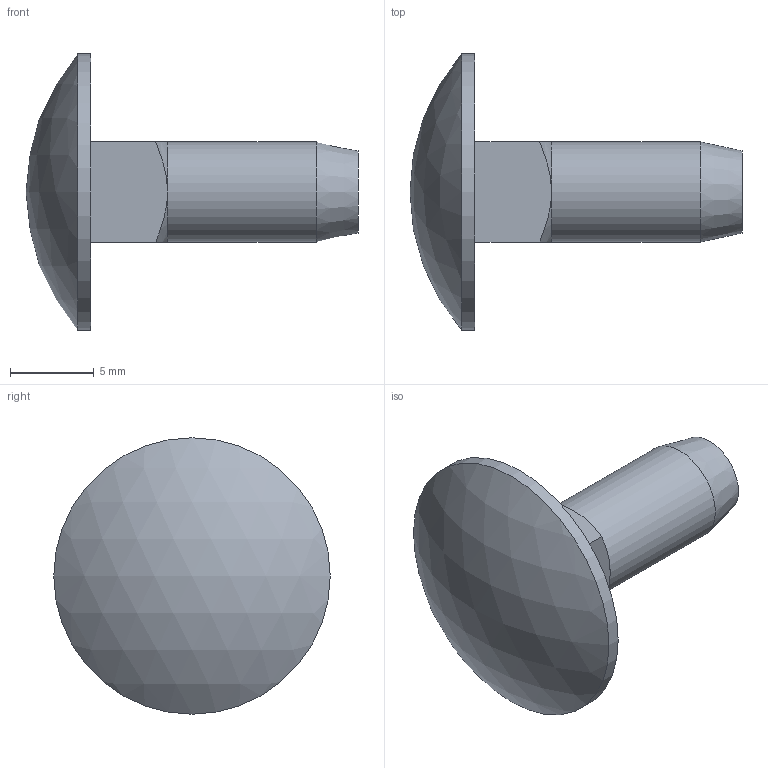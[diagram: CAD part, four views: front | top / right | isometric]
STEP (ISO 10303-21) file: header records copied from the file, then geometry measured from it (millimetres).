
FILE_DESCRIPTION(/* description */ ('Болт с полукруглой головкой и квадратным подголовником'),/* implementation_level */ '2;1');
FILE_NAME(/* name */ 'DIN 603 - M6 x 16.ipt.stp',/* time_stamp */ '2023-05-19T14:25:43+03:00',/* author */ ('Manager2'),/* organization */ (''),/* preprocessor_version */ 'ST-DEVELOPER v19.2',/* originating_system */ 'Autodesk Inventor 2023',/* authorisation */ '');
FILE_SCHEMA (('AUTOMOTIVE_DESIGN { 1 0 10303 214 3 1 1 }'));
Length unit declared in the file: millimetre
Products named in the file (1): DIN 603 - M6 x 16
Bounding box: 19.88 x 16.55 x 16.55 mm (x, y, z)
Volume: 991.2 mm3; surface area: 808.8 mm2
Topology: 1 solids, 1 shells, 14 faces, 28 edges, 17 vertices
Faces by surface type: plane 6, cone 5, cylinder 2, sphere 1
Full cylindrical faces by diameter (mm): 6 x1, 16.55 x1
Entity records: 396 total; most frequent: CARTESIAN_POINT 76, DIRECTION 59, ORIENTED_EDGE 56, EDGE_CURVE 28, AXIS2_PLACEMENT_3D 24, VERTEX_POINT 17, EDGE_LOOP 15, FACE_OUTER_BOUND 14
